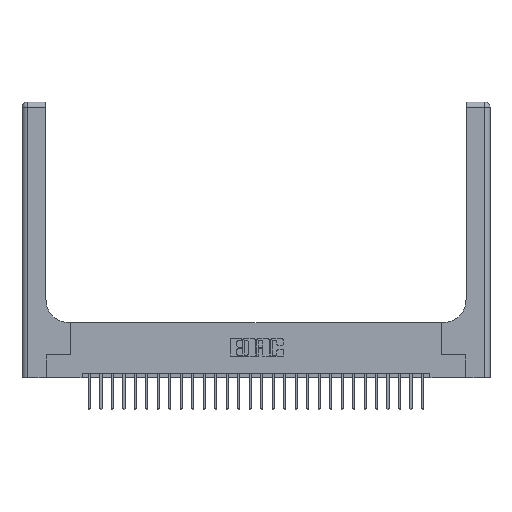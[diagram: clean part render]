
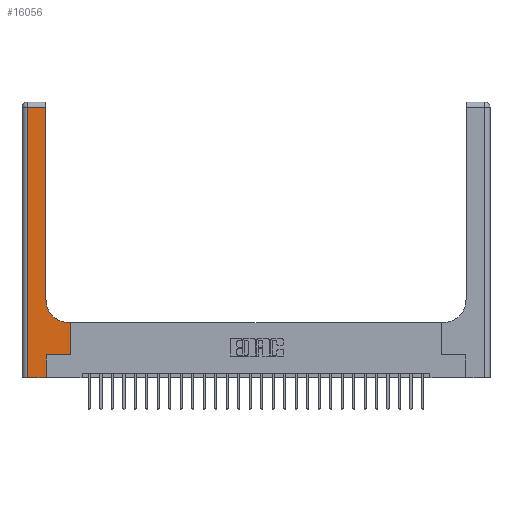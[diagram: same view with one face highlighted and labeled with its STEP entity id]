
A CAD part, top view. The second image highlights one B-rep face of the part: STEP entity #16056.
In plain terms, the highlighted planar face has unit normal (0, 0, 1).
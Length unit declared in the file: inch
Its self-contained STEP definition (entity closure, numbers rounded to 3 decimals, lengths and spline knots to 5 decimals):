
#14 = CARTESIAN_POINT ( 'NONE',  ( 0.51, 0.6, 0.37 ) ) ;
#284 = CARTESIAN_POINT ( 'NONE',  ( 0.528, 0.25, 0.37 ) ) ;
#677 = VECTOR ( 'NONE', #16007, 39.37008 ) ;
#1000 = DIRECTION ( 'NONE',  ( 1., 0., 0. ) ) ;
#1071 = CARTESIAN_POINT ( 'NONE',  ( 0., 2.94, 0.37 ) ) ;
#1293 = ORIENTED_EDGE ( 'NONE', *, *, #3775, .T. ) ;
#1530 = CARTESIAN_POINT ( 'NONE',  ( 0.26, 2.94, 0.37 ) ) ;
#1689 = EDGE_CURVE ( 'NONE', #24306, #11910, #14976, .T. ) ;
#2378 = ORIENTED_EDGE ( 'NONE', *, *, #16932, .T. ) ;
#2571 = DIRECTION ( 'NONE',  ( -1., 0., 0. ) ) ;
#2719 = DIRECTION ( 'NONE',  ( 0., 1., 0. ) ) ;
#3775 = EDGE_CURVE ( 'NONE', #25535, #24306, #6032, .T. ) ;
#4059 = VERTEX_POINT ( 'NONE', #1530 ) ;
#4422 = VERTEX_POINT ( 'NONE', #24019 ) ;
#4438 = DIRECTION ( 'NONE',  ( 1., 0., 0. ) ) ;
#4695 = DIRECTION ( 'NONE',  ( 0., 1., 0. ) ) ;
#4721 = VECTOR ( 'NONE', #4438, 39.37008 ) ;
#5031 = VECTOR ( 'NONE', #15641, 39.37008 ) ;
#5256 = EDGE_CURVE ( 'NONE', #15859, #26744, #16937, .T. ) ;
#6032 = LINE ( 'NONE', #8229, #677 ) ;
#7393 = EDGE_CURVE ( 'NONE', #4059, #24502, #11428, .T. ) ;
#7692 = EDGE_CURVE ( 'NONE', #24502, #4422, #12614, .T. ) ;
#8195 = EDGE_CURVE ( 'NONE', #4422, #22327, #25121, .T. ) ;
#8229 = CARTESIAN_POINT ( 'NONE',  ( 0.265, 0.25, 0.37 ) ) ;
#8421 = CARTESIAN_POINT ( 'NONE',  ( 0.528, 0.6, 0.37 ) ) ;
#9053 = VECTOR ( 'NONE', #2571, 39.37008 ) ;
#9108 = AXIS2_PLACEMENT_3D ( 'NONE', #13268, #17728, #1000 ) ;
#10706 = PLANE ( 'NONE',  #17688 ) ;
#10988 = ORIENTED_EDGE ( 'NONE', *, *, #8195, .T. ) ;
#11272 = CARTESIAN_POINT ( 'NONE',  ( 0.528, 0.25, 0.37 ) ) ;
#11428 = LINE ( 'NONE', #1071, #5031 ) ;
#11443 = EDGE_CURVE ( 'NONE', #22327, #25535, #13673, .T. ) ;
#11910 = VERTEX_POINT ( 'NONE', #8421 ) ;
#12292 = ORIENTED_EDGE ( 'NONE', *, *, #1689, .T. ) ;
#12575 = ORIENTED_EDGE ( 'NONE', *, *, #5256, .T. ) ;
#12614 = LINE ( 'NONE', #20865, #16689 ) ;
#12650 = CARTESIAN_POINT ( 'NONE',  ( 0., 0., 0.37 ) ) ;
#12880 = DIRECTION ( 'NONE',  ( 0., -1., 0. ) ) ;
#13268 = CARTESIAN_POINT ( 'NONE',  ( 0.51, 0.85, 0.37 ) ) ;
#13673 = LINE ( 'NONE', #18302, #13695 ) ;
#13695 = VECTOR ( 'NONE', #26570, 39.37008 ) ;
#14746 = ORIENTED_EDGE ( 'NONE', *, *, #7393, .T. ) ;
#14925 = CARTESIAN_POINT ( 'NONE',  ( 0., 3., 0.37 ) ) ;
#14976 = LINE ( 'NONE', #284, #23872 ) ;
#15095 = CARTESIAN_POINT ( 'NONE',  ( 0.06, 2.94, 0.37 ) ) ;
#15203 = CARTESIAN_POINT ( 'NONE',  ( 0.26, 3., 0.37 ) ) ;
#15641 = DIRECTION ( 'NONE',  ( -1., 0., 0. ) ) ;
#15859 = VERTEX_POINT ( 'NONE', #14 ) ;
#16007 = DIRECTION ( 'NONE',  ( 1., 0., 0. ) ) ;
#16056 = ADVANCED_FACE ( 'NONE', ( #16955 ), #10706, .F. ) ;
#16689 = VECTOR ( 'NONE', #12880, 39.37008 ) ;
#16862 = CARTESIAN_POINT ( 'NONE',  ( 0.26, 0.6, 0.37 ) ) ;
#16932 = EDGE_CURVE ( 'NONE', #11910, #15859, #16990, .T. ) ;
#16937 = CIRCLE ( 'NONE', #9108, 0.25 ) ;
#16955 = FACE_OUTER_BOUND ( 'NONE', #23806, .T. ) ;
#16990 = LINE ( 'NONE', #16862, #9053 ) ;
#17688 = AXIS2_PLACEMENT_3D ( 'NONE', #14925, #20883, #24832 ) ;
#17728 = DIRECTION ( 'NONE',  ( 0., 0., -1. ) ) ;
#18302 = CARTESIAN_POINT ( 'NONE',  ( 0.265, 0., 0.37 ) ) ;
#18934 = VECTOR ( 'NONE', #4695, 39.37008 ) ;
#20865 = CARTESIAN_POINT ( 'NONE',  ( 0.06, 3., 0.37 ) ) ;
#20883 = DIRECTION ( 'NONE',  ( 0., 0., -1. ) ) ;
#22327 = VERTEX_POINT ( 'NONE', #24034 ) ;
#22421 = ORIENTED_EDGE ( 'NONE', *, *, #11443, .T. ) ;
#22584 = CARTESIAN_POINT ( 'NONE',  ( 0.26, 0.85, 0.37 ) ) ;
#23806 = EDGE_LOOP ( 'NONE', ( #24956, #14746, #26763, #10988, #22421, #1293, #12292, #2378, #12575 ) ) ;
#23872 = VECTOR ( 'NONE', #2719, 39.37008 ) ;
#24019 = CARTESIAN_POINT ( 'NONE',  ( 0.06, 0., 0.37 ) ) ;
#24034 = CARTESIAN_POINT ( 'NONE',  ( 0.265, 0., 0.37 ) ) ;
#24306 = VERTEX_POINT ( 'NONE', #11272 ) ;
#24502 = VERTEX_POINT ( 'NONE', #15095 ) ;
#24832 = DIRECTION ( 'NONE',  ( -1., 0., 0. ) ) ;
#24956 = ORIENTED_EDGE ( 'NONE', *, *, #26140, .T. ) ;
#24962 = LINE ( 'NONE', #15203, #18934 ) ;
#25121 = LINE ( 'NONE', #12650, #4721 ) ;
#25535 = VERTEX_POINT ( 'NONE', #26627 ) ;
#26140 = EDGE_CURVE ( 'NONE', #26744, #4059, #24962, .T. ) ;
#26570 = DIRECTION ( 'NONE',  ( 0., 1., 0. ) ) ;
#26627 = CARTESIAN_POINT ( 'NONE',  ( 0.265, 0.25, 0.37 ) ) ;
#26744 = VERTEX_POINT ( 'NONE', #22584 ) ;
#26763 = ORIENTED_EDGE ( 'NONE', *, *, #7692, .T. ) ;
